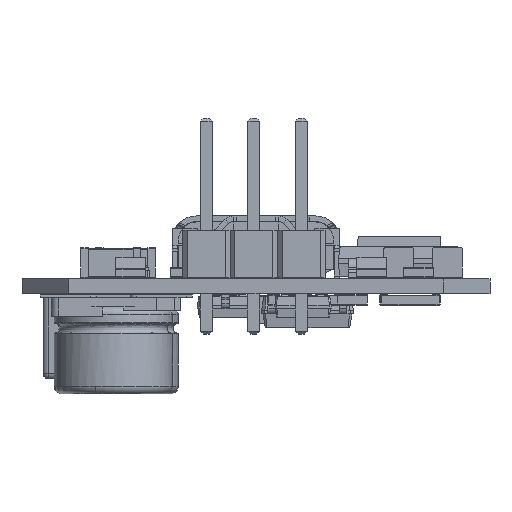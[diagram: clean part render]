
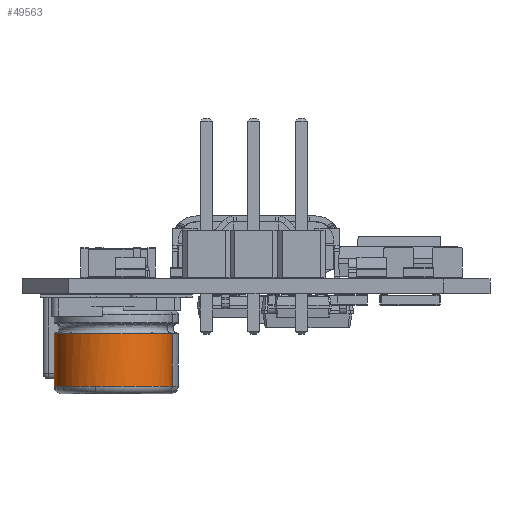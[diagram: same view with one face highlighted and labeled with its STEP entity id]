
A CAD part, front view. The second image highlights one B-rep face of the part: STEP entity #49563.
In plain terms, the highlighted cylindrical face has radius 3.15 mm (diameter 6.3 mm), a full revolution.
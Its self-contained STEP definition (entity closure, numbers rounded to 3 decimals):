
#49229 = VERTEX_POINT('',#49230);
#49230 = CARTESIAN_POINT('',(-3.15,0.,2.089));
#49236 = EDGE_CURVE('',#49229,#49229,#49237,.T.);
#49237 = ( BOUNDED_CURVE() B_SPLINE_CURVE(13,(#49238,#49239,#49240,
    #49241,#49242,#49243,#49244,#49245,#49246,#49247,#49248,#49249,
#49250,#49251),.UNSPECIFIED.,.T.,.F.) B_SPLINE_CURVE_WITH_KNOTS((1,13,13
    ,1),(-19.792,0.,19.792,
39.584),.UNSPECIFIED.) CURVE() GEOMETRIC_REPRESENTATION_ITEM() 
RATIONAL_B_SPLINE_CURVE((1.,1.,1.,1.,
    1.,1.,1.,1.,
    1.,1.,1.,1.,1.,1.)) 
REPRESENTATION_ITEM('') );
#49238 = CARTESIAN_POINT('',(-3.15,0.,2.089));
#49239 = CARTESIAN_POINT('',(-3.15,1.5,
    2.089));
#49240 = CARTESIAN_POINT('',(-2.375,3.035,
    2.089));
#49241 = CARTESIAN_POINT('',(-0.779,4.133,
    2.089));
#49242 = CARTESIAN_POINT('',(1.417,4.302,
    2.089));
#49243 = CARTESIAN_POINT('',(3.314,3.132,
    2.089));
#49244 = CARTESIAN_POINT('',(4.706,1.424,
    2.089));
#49245 = CARTESIAN_POINT('',(4.706,-1.424,2.089
    ));
#49246 = CARTESIAN_POINT('',(3.314,-3.132,
    2.089));
#49247 = CARTESIAN_POINT('',(1.417,-4.302,
    2.089));
#49248 = CARTESIAN_POINT('',(-0.779,-4.133,
    2.089));
#49249 = CARTESIAN_POINT('',(-2.375,-3.035,
    2.089));
#49250 = CARTESIAN_POINT('',(-3.15,-1.5,
    2.089));
#49251 = CARTESIAN_POINT('',(-3.15,0.,2.089));
#49563 = ADVANCED_FACE('',(#49564),#49610,.T.);
#49564 = FACE_BOUND('',#49565,.T.);
#49565 = EDGE_LOOP('',(#49566,#49567,#49575,#49584,#49593,#49602,#49609)
  );
#49566 = ORIENTED_EDGE('',*,*,#49236,.F.);
#49567 = ORIENTED_EDGE('',*,*,#49568,.T.);
#49568 = EDGE_CURVE('',#49229,#49569,#49571,.T.);
#49569 = VERTEX_POINT('',#49570);
#49570 = CARTESIAN_POINT('',(-3.15,0.,4.88));
#49571 = LINE('',#49572,#49573);
#49572 = CARTESIAN_POINT('',(-3.15,0.,2.063));
#49573 = VECTOR('',#49574,1.);
#49574 = DIRECTION('',(0.,0.,1.));
#49575 = ORIENTED_EDGE('',*,*,#49576,.T.);
#49576 = EDGE_CURVE('',#49569,#49577,#49579,.T.);
#49577 = VERTEX_POINT('',#49578);
#49578 = CARTESIAN_POINT('',(0.945,3.005,4.88));
#49579 = CIRCLE('',#49580,3.15);
#49580 = AXIS2_PLACEMENT_3D('',#49581,#49582,#49583);
#49581 = CARTESIAN_POINT('',(0.,0.,4.88));
#49582 = DIRECTION('',(0.,0.,-1.));
#49583 = DIRECTION('',(-1.,0.,0.));
#49584 = ORIENTED_EDGE('',*,*,#49585,.T.);
#49585 = EDGE_CURVE('',#49577,#49586,#49588,.T.);
#49586 = VERTEX_POINT('',#49587);
#49587 = CARTESIAN_POINT('',(3.15,0.,4.88));
#49588 = CIRCLE('',#49589,3.15);
#49589 = AXIS2_PLACEMENT_3D('',#49590,#49591,#49592);
#49590 = CARTESIAN_POINT('',(0.,0.,4.88));
#49591 = DIRECTION('',(0.,0.,-1.));
#49592 = DIRECTION('',(-1.,0.,0.));
#49593 = ORIENTED_EDGE('',*,*,#49594,.T.);
#49594 = EDGE_CURVE('',#49586,#49595,#49597,.T.);
#49595 = VERTEX_POINT('',#49596);
#49596 = CARTESIAN_POINT('',(0.945,-3.005,4.88));
#49597 = CIRCLE('',#49598,3.15);
#49598 = AXIS2_PLACEMENT_3D('',#49599,#49600,#49601);
#49599 = CARTESIAN_POINT('',(0.,0.,4.88));
#49600 = DIRECTION('',(0.,0.,-1.));
#49601 = DIRECTION('',(-1.,0.,0.));
#49602 = ORIENTED_EDGE('',*,*,#49603,.T.);
#49603 = EDGE_CURVE('',#49595,#49569,#49604,.T.);
#49604 = CIRCLE('',#49605,3.15);
#49605 = AXIS2_PLACEMENT_3D('',#49606,#49607,#49608);
#49606 = CARTESIAN_POINT('',(0.,0.,4.88));
#49607 = DIRECTION('',(0.,0.,-1.));
#49608 = DIRECTION('',(-1.,0.,0.));
#49609 = ORIENTED_EDGE('',*,*,#49568,.F.);
#49610 = CYLINDRICAL_SURFACE('',#49611,3.15);
#49611 = AXIS2_PLACEMENT_3D('',#49612,#49613,#49614);
#49612 = CARTESIAN_POINT('',(0.,0.,2.063));
#49613 = DIRECTION('',(0.,0.,1.));
#49614 = DIRECTION('',(-1.,0.,0.));
